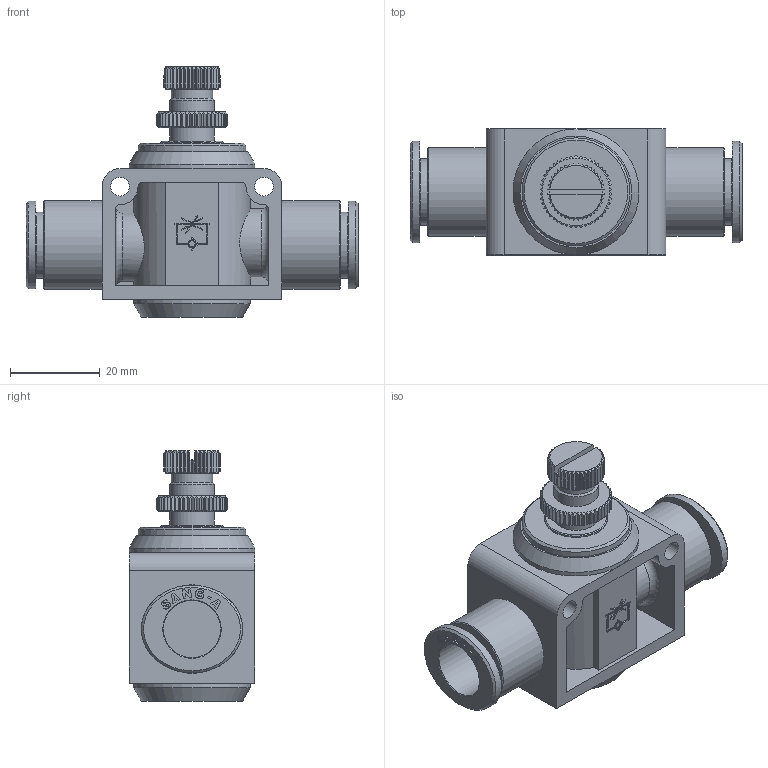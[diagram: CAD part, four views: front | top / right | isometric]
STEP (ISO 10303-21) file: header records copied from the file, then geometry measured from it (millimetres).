
FILE_DESCRIPTION(/* description */ ('Unknown'),/* implementation_level */ '2;1');
FILE_NAME(/* name */ '6.01.DIA.1;2',/* time_stamp */ '2022-05-13T08:38:18-04:00',/* author */ ('Unknown'),/* organization */ ('Unknown'),/* preprocessor_version */ 'ST-DEVELOPER v18.1',/* originating_system */ 'Solid Edge',/* authorisation */ 'Unknown');
FILE_SCHEMA (('AUTOMOTIVE_DESIGN {1 0 10303 214 3 1 1}'));
Length unit declared in the file: millimetre
Products named in the file (1): 6.01.DIA.1;2
Bounding box: 73.8 x 28 x 55.6 mm (x, y, z)
Volume: 36149.6 mm3; surface area: 14798.1 mm2
Topology: 1 solids, 1 shells, 1077 faces, 2924 edges, 1886 vertices
Faces by surface type: plane 771, cylinder 192, cone 106, torus 4, bspline 4
Full cylindrical faces by diameter (mm): 1.4 x1, 4.2 x2, 9.2 x1, 10 x2, 12.7 x2, 14 x1, 14.7 x2, 19.7 x2, 24 x1, 26 x1, 28 x1
Entity records: 33575 total; most frequent: CARTESIAN_POINT 7565, ORIENTED_EDGE 5760, DIRECTION 4978, EDGE_CURVE 2880, LINE 2010, VECTOR 2010, VERTEX_POINT 1874, AXIS2_PLACEMENT_3D 1484
